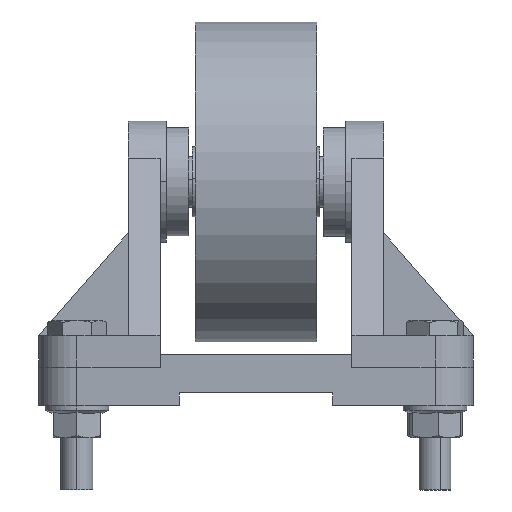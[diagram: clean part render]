
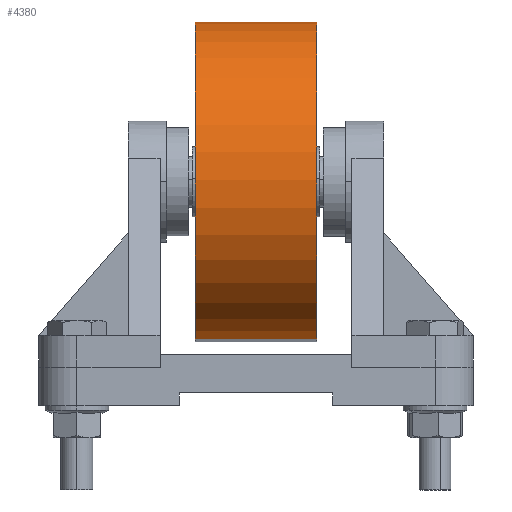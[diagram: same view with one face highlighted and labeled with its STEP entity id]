
A CAD part, left-side view. The second image highlights one B-rep face of the part: STEP entity #4380.
In plain terms, the highlighted cylindrical face has radius 50 mm (diameter 100 mm), a partial arc.
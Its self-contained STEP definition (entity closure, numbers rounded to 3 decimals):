
#294 = ORIENTED_EDGE ( 'NONE', *, *, #610, .T. ) ;
#403 = DIRECTION ( 'NONE',  ( 0., 1., 0. ) ) ;
#473 = ORIENTED_EDGE ( 'NONE', *, *, #1003, .F. ) ;
#502 = DIRECTION ( 'NONE',  ( 0., 1., 0. ) ) ;
#610 = EDGE_CURVE ( 'NONE', #3417, #5941, #8711, .T. ) ;
#761 = FACE_OUTER_BOUND ( 'NONE', #5399, .T. ) ;
#892 = ORIENTED_EDGE ( 'NONE', *, *, #3106, .T. ) ;
#961 = CYLINDRICAL_SURFACE ( 'NONE', #1033, 50. ) ;
#971 = VERTEX_POINT ( 'NONE', #1092 ) ;
#1003 = EDGE_CURVE ( 'NONE', #3417, #8383, #3841, .T. ) ;
#1033 = AXIS2_PLACEMENT_3D ( 'NONE', #3268, #502, #8191 ) ;
#1066 = CARTESIAN_POINT ( 'NONE',  ( -31., -126.908, 277.466 ) ) ;
#1092 = CARTESIAN_POINT ( 'NONE',  ( 69., -88.908, 277.466 ) ) ;
#1242 = DIRECTION ( 'NONE',  ( 0., 1., 0. ) ) ;
#1452 = CIRCLE ( 'NONE', #3337, 50. ) ;
#1766 = CARTESIAN_POINT ( 'NONE',  ( -31., -107.908, 277.466 ) ) ;
#1918 = LINE ( 'NONE', #8178, #8867 ) ;
#3106 = EDGE_CURVE ( 'NONE', #971, #8383, #1452, .T. ) ;
#3255 = DIRECTION ( 'NONE',  ( 0., 1., 0. ) ) ;
#3268 = CARTESIAN_POINT ( 'NONE',  ( 19., -107.908, 277.466 ) ) ;
#3337 = AXIS2_PLACEMENT_3D ( 'NONE', #5977, #7948, #6649 ) ;
#3417 = VERTEX_POINT ( 'NONE', #1066 ) ;
#3762 = CARTESIAN_POINT ( 'NONE',  ( 19., -126.908, 277.466 ) ) ;
#3841 = LINE ( 'NONE', #1766, #7305 ) ;
#4154 = EDGE_CURVE ( 'NONE', #5941, #971, #1918, .T. ) ;
#4380 = ADVANCED_FACE ( 'NONE', ( #761 ), #961, .T. ) ;
#5089 = CARTESIAN_POINT ( 'NONE',  ( 69., -126.908, 277.466 ) ) ;
#5367 = DIRECTION ( 'NONE',  ( -1., 0., 0. ) ) ;
#5399 = EDGE_LOOP ( 'NONE', ( #294, #6891, #892, #473 ) ) ;
#5941 = VERTEX_POINT ( 'NONE', #5089 ) ;
#5977 = CARTESIAN_POINT ( 'NONE',  ( 19., -88.908, 277.466 ) ) ;
#6649 = DIRECTION ( 'NONE',  ( -1., 0., 0. ) ) ;
#6891 = ORIENTED_EDGE ( 'NONE', *, *, #4154, .T. ) ;
#7305 = VECTOR ( 'NONE', #403, 1000. ) ;
#7948 = DIRECTION ( 'NONE',  ( 0., -1., 0. ) ) ;
#7987 = CARTESIAN_POINT ( 'NONE',  ( -31., -88.908, 277.466 ) ) ;
#8121 = AXIS2_PLACEMENT_3D ( 'NONE', #3762, #3255, #5367 ) ;
#8178 = CARTESIAN_POINT ( 'NONE',  ( 69., -107.908, 277.466 ) ) ;
#8191 = DIRECTION ( 'NONE',  ( -1., 0., 0. ) ) ;
#8383 = VERTEX_POINT ( 'NONE', #7987 ) ;
#8711 = CIRCLE ( 'NONE', #8121, 50. ) ;
#8867 = VECTOR ( 'NONE', #1242, 1000. ) ;
